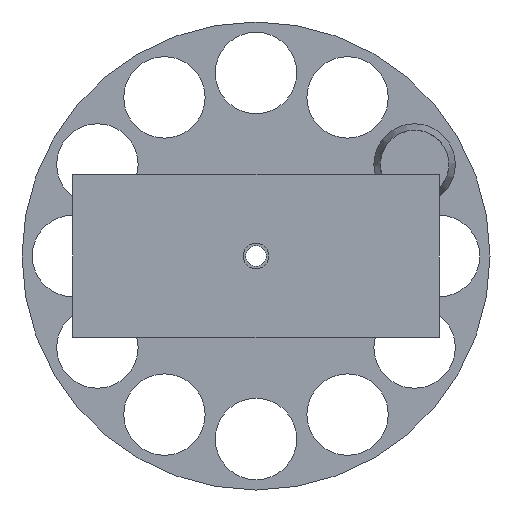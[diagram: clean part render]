
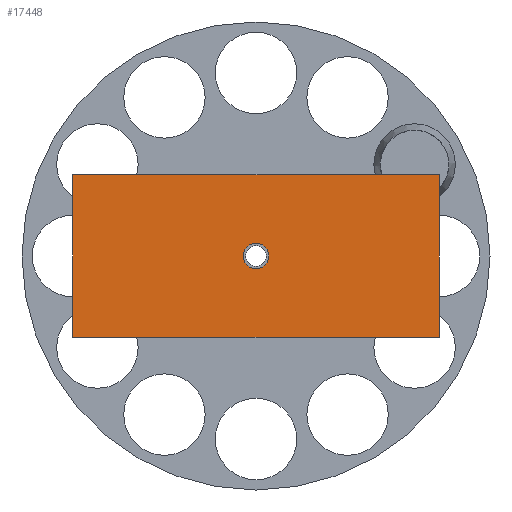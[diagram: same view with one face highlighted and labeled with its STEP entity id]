
A CAD part, front view. The second image highlights one B-rep face of the part: STEP entity #17448.
In plain terms, the highlighted face is planar.
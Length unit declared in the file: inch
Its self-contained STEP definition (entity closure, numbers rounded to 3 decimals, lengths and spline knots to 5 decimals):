
#352=FACE_BOUND('',#3073,.T.);
#469=PLANE('',#18823);
#797=CIRCLE('',#18816,0.625);
#2030=FACE_OUTER_BOUND('',#3072,.T.);
#3072=EDGE_LOOP('',(#11748,#11749,#11750,#11751));
#3073=EDGE_LOOP('',(#11752));
#4168=LINE('',#28242,#5381);
#4170=LINE('',#28246,#5383);
#4172=LINE('',#28250,#5385);
#4174=LINE('',#28253,#5387);
#5381=VECTOR('',#21328,0.3937);
#5383=VECTOR('',#21332,0.3937);
#5385=VECTOR('',#21336,0.3937);
#5387=VECTOR('',#21340,0.3937);
#6914=VERTEX_POINT('',#28224);
#6920=VERTEX_POINT('',#28239);
#6921=VERTEX_POINT('',#28241);
#6922=VERTEX_POINT('',#28245);
#6923=VERTEX_POINT('',#28249);
#8795=EDGE_CURVE('',#6914,#6914,#797,.T.);
#8803=EDGE_CURVE('',#6921,#6920,#4168,.T.);
#8805=EDGE_CURVE('',#6922,#6921,#4170,.T.);
#8807=EDGE_CURVE('',#6923,#6922,#4172,.T.);
#8809=EDGE_CURVE('',#6920,#6923,#4174,.T.);
#11748=ORIENTED_EDGE('',*,*,#8809,.T.);
#11749=ORIENTED_EDGE('',*,*,#8807,.T.);
#11750=ORIENTED_EDGE('',*,*,#8805,.T.);
#11751=ORIENTED_EDGE('',*,*,#8803,.T.);
#11752=ORIENTED_EDGE('',*,*,#8795,.T.);
#17448=ADVANCED_FACE('',(#2030,#352),#469,.T.);
#18816=AXIS2_PLACEMENT_3D('',#28225,#21314,#21315);
#18823=AXIS2_PLACEMENT_3D('',#28254,#21341,#21342);
#21314=DIRECTION('center_axis',(0.,-1.,0.));
#21315=DIRECTION('ref_axis',(1.,0.,0.));
#21328=DIRECTION('',(0.,0.,1.));
#21332=DIRECTION('',(-1.,0.,0.));
#21336=DIRECTION('',(0.,0.,-1.));
#21340=DIRECTION('',(1.,0.,0.));
#21341=DIRECTION('center_axis',(0.,1.,0.));
#21342=DIRECTION('ref_axis',(0.,0.,1.));
#28224=CARTESIAN_POINT('',(-0.625,0.375,0.));
#28225=CARTESIAN_POINT('Origin',(0.,0.375,0.));
#28239=CARTESIAN_POINT('',(-9.,0.375,4.));
#28241=CARTESIAN_POINT('',(-9.,0.375,-4.));
#28242=CARTESIAN_POINT('',(-9.,0.375,-4.));
#28245=CARTESIAN_POINT('',(9.,0.375,-4.));
#28246=CARTESIAN_POINT('',(9.,0.375,-4.));
#28249=CARTESIAN_POINT('',(9.,0.375,4.));
#28250=CARTESIAN_POINT('',(9.,0.375,4.));
#28253=CARTESIAN_POINT('',(-9.,0.375,4.));
#28254=CARTESIAN_POINT('Origin',(0.,0.375,0.));
